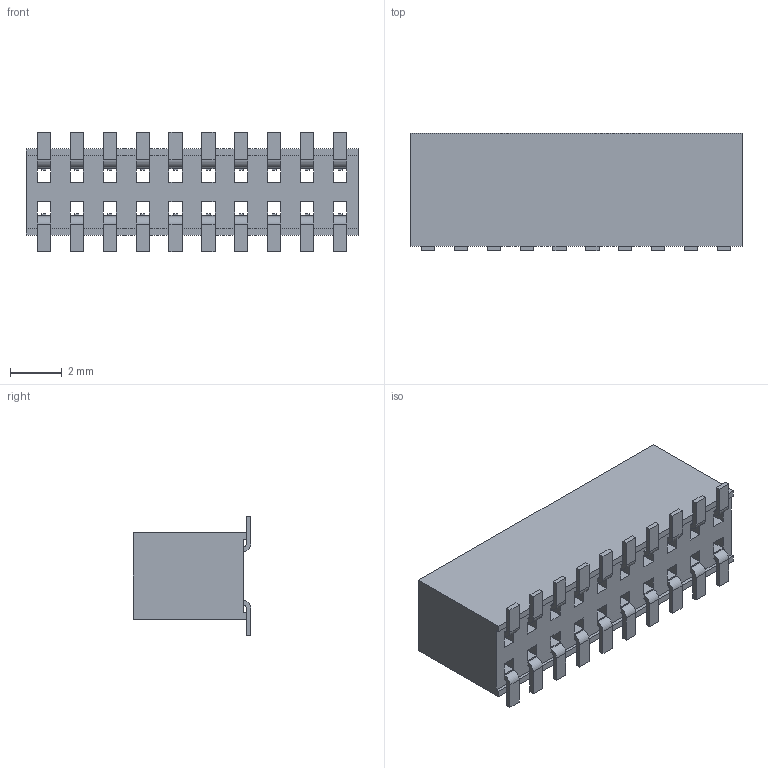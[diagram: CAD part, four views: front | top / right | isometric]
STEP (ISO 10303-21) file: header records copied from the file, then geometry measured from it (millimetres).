
FILE_DESCRIPTION(('FreeCAD Model'),'2;1');
FILE_NAME('Open CASCADE Shape Model','2025-10-30T17:19:47',(''),(''), 'Open CASCADE STEP processor 7.8','FreeCAD','Unknown');
FILE_SCHEMA(('AUTOMOTIVE_DESIGN { 1 0 10303 214 1 1 1 1 }'));
Length unit declared in the file: millimetre
Products named in the file (3): FLE-110-01-G-DV-K-TR; FLE-110-01-DV_socket; C-96-01-10-DV
Assembly tree (2 placements, depth 2):
  FLE-110-01-G-DV-K-TR
    FLE-110-01-DV_socket
    C-96-01-10-DV
Bounding box: 12.81 x 4.55 x 4.59 mm (x, y, z)
Volume: 208.6 mm3; surface area: 791.5 mm2
Topology: 2 solids, 2 shells, 523 faces, 1450 edges, 940 vertices
Faces by surface type: plane 465, cylinder 58
Full cylindrical faces by diameter (mm): 0.381 x9, 0.508 x9
Entity records: 16605 total; most frequent: CARTESIAN_POINT 2934, ORIENTED_EDGE 2900, DIRECTION 2600, EDGE_CURVE 1450, LINE 1316, VECTOR 1316, VERTEX_POINT 940, AXIS2_PLACEMENT_3D 642
